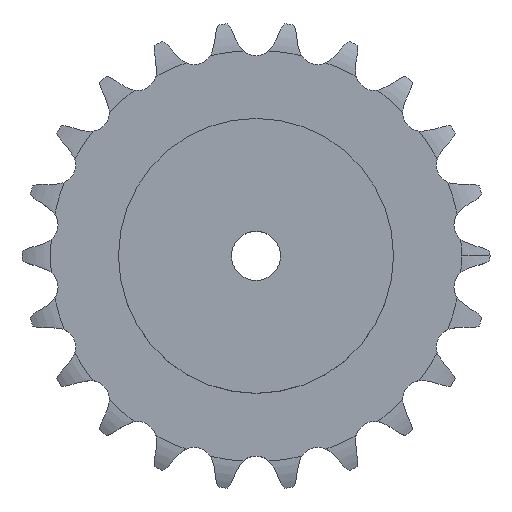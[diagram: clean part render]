
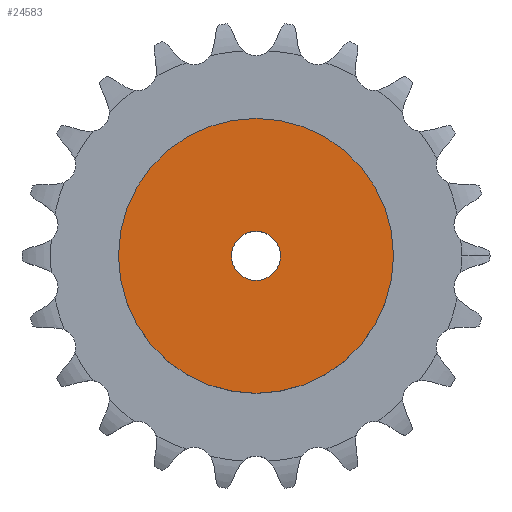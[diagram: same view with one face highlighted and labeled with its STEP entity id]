
A CAD part, top view. The second image highlights one B-rep face of the part: STEP entity #24583.
In plain terms, the highlighted planar face has unit normal (0, 0, 1).
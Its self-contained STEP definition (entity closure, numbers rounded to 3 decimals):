
#3144 = CYLINDRICAL_SURFACE('',#3145,70.);
#3145 = AXIS2_PLACEMENT_3D('',#3146,#3147,#3148);
#3146 = CARTESIAN_POINT('',(0.,0.,0.));
#3147 = DIRECTION('',(-0.,-0.,-1.));
#3148 = DIRECTION('',(1.,0.,0.));
#15562 = VERTEX_POINT('',#15563);
#15563 = CARTESIAN_POINT('',(70.,0.,55.));
#15584 = EDGE_CURVE('',#15562,#15562,#15585,.T.);
#15585 = SURFACE_CURVE('',#15586,(#15591,#15598),.PCURVE_S1.);
#15586 = CIRCLE('',#15587,70.);
#15587 = AXIS2_PLACEMENT_3D('',#15588,#15589,#15590);
#15588 = CARTESIAN_POINT('',(0.,0.,55.));
#15589 = DIRECTION('',(0.,0.,1.));
#15590 = DIRECTION('',(1.,0.,0.));
#15591 = PCURVE('',#3144,#15592);
#15592 = DEFINITIONAL_REPRESENTATION('',(#15593),#15597);
#15593 = LINE('',#15594,#15595);
#15594 = CARTESIAN_POINT('',(-0.,-55.));
#15595 = VECTOR('',#15596,1.);
#15596 = DIRECTION('',(-1.,0.));
#15597 = ( GEOMETRIC_REPRESENTATION_CONTEXT(2) 
PARAMETRIC_REPRESENTATION_CONTEXT() REPRESENTATION_CONTEXT('2D SPACE',''
  ) );
#15598 = PCURVE('',#15599,#15604);
#15599 = PLANE('',#15600);
#15600 = AXIS2_PLACEMENT_3D('',#15601,#15602,#15603);
#15601 = CARTESIAN_POINT('',(0.,0.,55.)
  );
#15602 = DIRECTION('',(0.,0.,1.));
#15603 = DIRECTION('',(1.,0.,0.));
#15604 = DEFINITIONAL_REPRESENTATION('',(#15605),#15609);
#15605 = CIRCLE('',#15606,70.);
#15606 = AXIS2_PLACEMENT_2D('',#15607,#15608);
#15607 = CARTESIAN_POINT('',(0.,0.));
#15608 = DIRECTION('',(1.,0.));
#15609 = ( GEOMETRIC_REPRESENTATION_CONTEXT(2) 
PARAMETRIC_REPRESENTATION_CONTEXT() REPRESENTATION_CONTEXT('2D SPACE',''
  ) );
#20996 = CYLINDRICAL_SURFACE('',#20997,12.5);
#20997 = AXIS2_PLACEMENT_3D('',#20998,#20999,#21000);
#20998 = CARTESIAN_POINT('',(0.,0.,368.558));
#20999 = DIRECTION('',(0.,0.,1.));
#21000 = DIRECTION('',(1.,0.,0.));
#24583 = ADVANCED_FACE('',(#24584,#24587),#15599,.T.);
#24584 = FACE_BOUND('',#24585,.T.);
#24585 = EDGE_LOOP('',(#24586));
#24586 = ORIENTED_EDGE('',*,*,#15584,.T.);
#24587 = FACE_BOUND('',#24588,.T.);
#24588 = EDGE_LOOP('',(#24589));
#24589 = ORIENTED_EDGE('',*,*,#24590,.F.);
#24590 = EDGE_CURVE('',#24591,#24591,#24593,.T.);
#24591 = VERTEX_POINT('',#24592);
#24592 = CARTESIAN_POINT('',(12.5,0.,55.));
#24593 = SURFACE_CURVE('',#24594,(#24599,#24606),.PCURVE_S1.);
#24594 = CIRCLE('',#24595,12.5);
#24595 = AXIS2_PLACEMENT_3D('',#24596,#24597,#24598);
#24596 = CARTESIAN_POINT('',(0.,0.,55.));
#24597 = DIRECTION('',(0.,0.,1.));
#24598 = DIRECTION('',(1.,0.,0.));
#24599 = PCURVE('',#15599,#24600);
#24600 = DEFINITIONAL_REPRESENTATION('',(#24601),#24605);
#24601 = CIRCLE('',#24602,12.5);
#24602 = AXIS2_PLACEMENT_2D('',#24603,#24604);
#24603 = CARTESIAN_POINT('',(0.,0.));
#24604 = DIRECTION('',(1.,0.));
#24605 = ( GEOMETRIC_REPRESENTATION_CONTEXT(2) 
PARAMETRIC_REPRESENTATION_CONTEXT() REPRESENTATION_CONTEXT('2D SPACE',''
  ) );
#24606 = PCURVE('',#20996,#24607);
#24607 = DEFINITIONAL_REPRESENTATION('',(#24608),#24612);
#24608 = LINE('',#24609,#24610);
#24609 = CARTESIAN_POINT('',(0.,-313.558));
#24610 = VECTOR('',#24611,1.);
#24611 = DIRECTION('',(1.,0.));
#24612 = ( GEOMETRIC_REPRESENTATION_CONTEXT(2) 
PARAMETRIC_REPRESENTATION_CONTEXT() REPRESENTATION_CONTEXT('2D SPACE',''
  ) );
